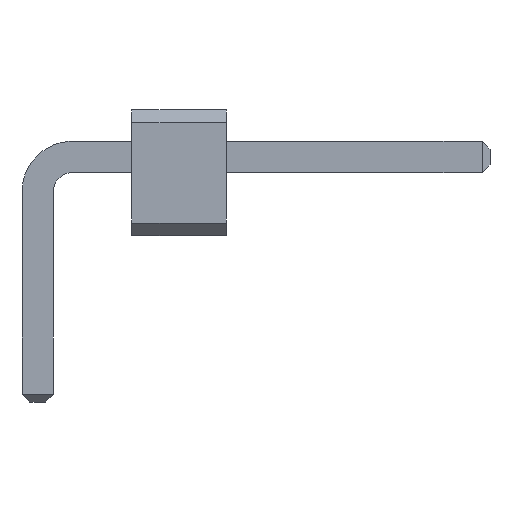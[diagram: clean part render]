
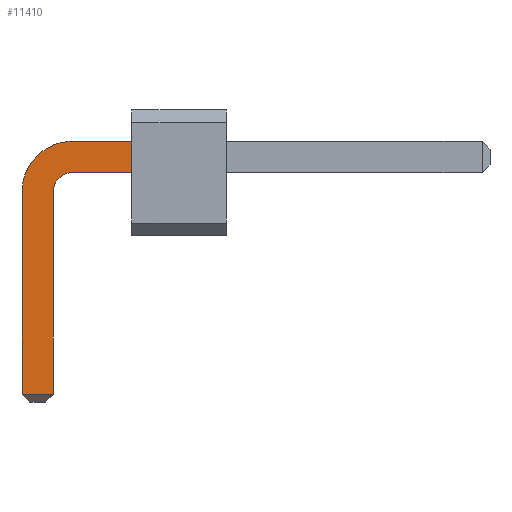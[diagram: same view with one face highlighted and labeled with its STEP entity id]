
A CAD part, front view. The second image highlights one B-rep face of the part: STEP entity #11410.
In plain terms, the highlighted planar face has unit normal (0, -1, 0).
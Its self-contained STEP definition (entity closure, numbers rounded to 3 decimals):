
#4160 = VERTEX_POINT('',#4161);
#4161 = CARTESIAN_POINT('',(1.5,-60.25,1.25));
#4167 = EDGE_CURVE('',#4160,#4168,#4170,.T.);
#4168 = VERTEX_POINT('',#4169);
#4169 = CARTESIAN_POINT('',(1.5,-60.25,0.75));
#4170 = LINE('',#4171,#4172);
#4171 = CARTESIAN_POINT('',(1.5,-60.25,0.499));
#4172 = VECTOR('',#4173,1.);
#4173 = DIRECTION('',(0.,0.,-1.));
#11392 = EDGE_CURVE('',#4168,#11393,#11395,.T.);
#11393 = VERTEX_POINT('',#11394);
#11394 = CARTESIAN_POINT('',(0.5,-60.25,0.75));
#11395 = LINE('',#11396,#11397);
#11396 = CARTESIAN_POINT('',(7.2,-60.25,0.75));
#11397 = VECTOR('',#11398,1.);
#11398 = DIRECTION('',(-1.,0.,0.));
#11410 = ADVANCED_FACE('',(#11411),#11463,.F.);
#11411 = FACE_BOUND('',#11412,.F.);
#11412 = EDGE_LOOP('',(#11413,#11414,#11415,#11424,#11432,#11440,#11448,
#11457));
#11413 = ORIENTED_EDGE('',*,*,#4167,.T.);
#11414 = ORIENTED_EDGE('',*,*,#11392,.T.);
#11415 = ORIENTED_EDGE('',*,*,#11416,.T.);
#11416 = EDGE_CURVE('',#11393,#11417,#11419,.T.);
#11417 = VERTEX_POINT('',#11418);
#11418 = CARTESIAN_POINT('',(0.25,-60.25,0.5));
#11419 = CIRCLE('',#11420,0.324);
#11420 = AXIS2_PLACEMENT_3D('',#11421,#11422,#11423);
#11421 = CARTESIAN_POINT('',(0.567,-60.25,0.433));
#11422 = DIRECTION('',(0.,-1.,0.));
#11423 = DIRECTION('',(-0.207,0.,0.978
));
#11424 = ORIENTED_EDGE('',*,*,#11425,.T.);
#11425 = EDGE_CURVE('',#11417,#11426,#11428,.T.);
#11426 = VERTEX_POINT('',#11427);
#11427 = CARTESIAN_POINT('',(0.25,-60.25,-2.775));
#11428 = LINE('',#11429,#11430);
#11429 = CARTESIAN_POINT('',(0.25,-60.25,0.5));
#11430 = VECTOR('',#11431,1.);
#11431 = DIRECTION('',(0.,0.,-1.));
#11432 = ORIENTED_EDGE('',*,*,#11433,.T.);
#11433 = EDGE_CURVE('',#11426,#11434,#11436,.T.);
#11434 = VERTEX_POINT('',#11435);
#11435 = CARTESIAN_POINT('',(-0.25,-60.25,-2.775));
#11436 = LINE('',#11437,#11438);
#11437 = CARTESIAN_POINT('',(0.25,-60.25,-2.775));
#11438 = VECTOR('',#11439,1.);
#11439 = DIRECTION('',(-1.,0.,0.));
#11440 = ORIENTED_EDGE('',*,*,#11441,.T.);
#11441 = EDGE_CURVE('',#11434,#11442,#11444,.T.);
#11442 = VERTEX_POINT('',#11443);
#11443 = CARTESIAN_POINT('',(-0.25,-60.25,0.5));
#11444 = LINE('',#11445,#11446);
#11445 = CARTESIAN_POINT('',(-0.25,-60.25,-2.9));
#11446 = VECTOR('',#11447,1.);
#11447 = DIRECTION('',(0.,0.,1.));
#11448 = ORIENTED_EDGE('',*,*,#11449,.T.);
#11449 = EDGE_CURVE('',#11442,#11450,#11452,.T.);
#11450 = VERTEX_POINT('',#11451);
#11451 = CARTESIAN_POINT('',(0.5,-60.25,1.25));
#11452 = CIRCLE('',#11453,0.808);
#11453 = AXIS2_PLACEMENT_3D('',#11454,#11455,#11456);
#11454 = CARTESIAN_POINT('',(0.556,-60.25,0.444));
#11455 = DIRECTION('',(0.,1.,0.));
#11456 = DIRECTION('',(-0.998,0.,
0.069));
#11457 = ORIENTED_EDGE('',*,*,#11458,.T.);
#11458 = EDGE_CURVE('',#11450,#4160,#11459,.T.);
#11459 = LINE('',#11460,#11461);
#11460 = CARTESIAN_POINT('',(0.5,-60.25,1.25));
#11461 = VECTOR('',#11462,1.);
#11462 = DIRECTION('',(1.,0.,0.));
#11463 = PLANE('',#11464);
#11464 = AXIS2_PLACEMENT_3D('',#11465,#11466,#11467);
#11465 = CARTESIAN_POINT('',(2.437,-60.25,0.248));
#11466 = DIRECTION('',(0.,1.,-0.));
#11467 = DIRECTION('',(0.,0.,-1.));
